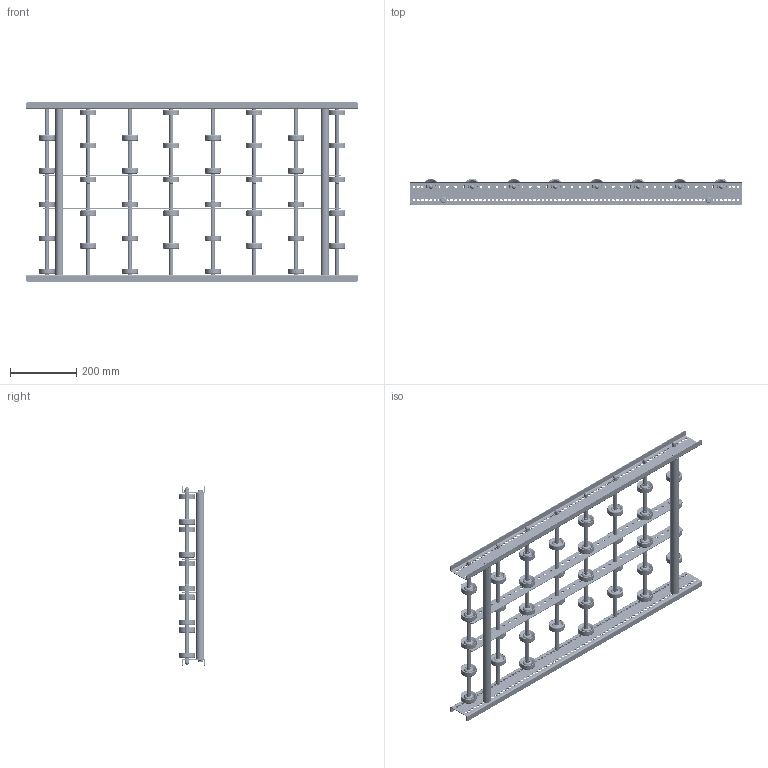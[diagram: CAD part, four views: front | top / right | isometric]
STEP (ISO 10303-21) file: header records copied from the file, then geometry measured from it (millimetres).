
FILE_DESCRIPTION (( 'STEP AP214' ), '1' );
FILE_NAME ('0052502.step', '2021-10-26T13:21:53', ( '' ), ( '' ), 'SwSTEP 2.0', 'SolidWorks 2020', '' );
FILE_SCHEMA (( 'AUTOMOTIVE_DESIGN' ));
Length unit declared in the file: millimetre
Products named in the file (10): K0011528_2200-48-8; Traversen_KFG_L500; 0046278_KB-ROHR-12X1,75mm_KFG_L75; 0052502; S106837_Gewindestange-M8-KFG_L520; S100994_Sperrzahnschraube_M08x16-8.8-A2K; Röllchenachse-für-Konfiguration_EL500 Stahl; S100100_Längstraverse-42x2,5_L„ngstraverse-RB-L899; Profil_LRB-20x70x20x2_KFG_S100200_U-PROFIL-20-70-20-2-LRB-L=1000; Hutmutter_DIN_1587_M8
Assembly tree (45 placements, depth 3):
  0052502
    Profil_LRB-20x70x20x2_KFG_S100200_U-PROFIL-20-70-20-2-LRB-L=1000  x2
    S100994_Sperrzahnschraube_M08x16-8.8-A2K  x4
    Traversen_KFG_L500  x2
    Röllchenachse-für-Konfiguration_EL500 Stahl  x8
      S106837_Gewindestange-M8-KFG_L520
      0046278_KB-ROHR-12X1,75mm_KFG_L75
      K0011528_2200-48-8
    S100100_Längstraverse-42x2,5_L„ngstraverse-RB-L899  x2
    Hutmutter_DIN_1587_M8  x16
Bounding box: 1000 x 79 x 540 mm (x, y, z)
Volume: 1914389.7 mm3; surface area: 1535904.8 mm2
Topology: 158 solids, 158 shells, 5028 faces, 10992 edges, 6744 vertices
Faces by surface type: cylinder 2120, torus 1056, plane 996, cone 840, bspline 16
Entity records: 22473 total; most frequent: DIRECTION 3889, CARTESIAN_POINT 3764, ORIENTED_EDGE 3260, AXIS2_PLACEMENT_3D 1679, EDGE_CURVE 1630, VERTEX_POINT 1058, EDGE_LOOP 1028, CIRCLE 1019
